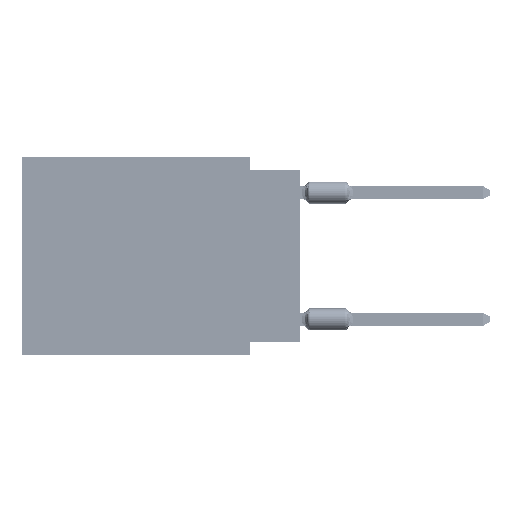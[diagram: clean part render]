
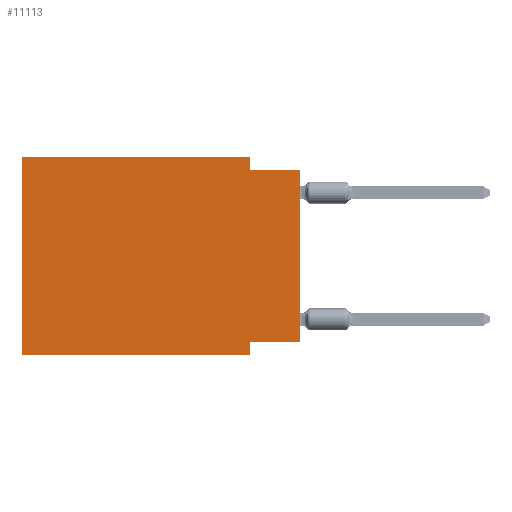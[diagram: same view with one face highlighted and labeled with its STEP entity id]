
A CAD part, left-side view. The second image highlights one B-rep face of the part: STEP entity #11113.
In plain terms, the highlighted planar face has unit normal (-1, 0, 0).
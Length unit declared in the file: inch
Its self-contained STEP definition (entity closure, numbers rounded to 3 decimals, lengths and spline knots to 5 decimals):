
#796 = DIRECTION ( 'NONE',  ( 0., 0., -1. ) ) ;
#1208 = LINE ( 'NONE', #36778, #43875 ) ;
#1574 = EDGE_CURVE ( 'NONE', #52041, #51778, #79174, .T. ) ;
#3669 = ORIENTED_EDGE ( 'NONE', *, *, #17947, .F. ) ;
#7093 = ORIENTED_EDGE ( 'NONE', *, *, #80486, .T. ) ;
#7581 = DIRECTION ( 'NONE',  ( 0., -1., 0. ) ) ;
#7652 = FACE_OUTER_BOUND ( 'NONE', #88841, .T. ) ;
#8288 = CARTESIAN_POINT ( 'NONE',  ( 0., 0.1, -0.365 ) ) ;
#10235 = VERTEX_POINT ( 'NONE', #8288 ) ;
#10683 = VERTEX_POINT ( 'NONE', #43293 ) ;
#11113 = ADVANCED_FACE ( 'NONE', ( #7652 ), #84172, .F. ) ;
#15783 = DIRECTION ( 'NONE',  ( 0., 0., -1. ) ) ;
#16204 = CARTESIAN_POINT ( 'NONE',  ( 0., 0., -0.025 ) ) ;
#16703 = EDGE_CURVE ( 'NONE', #28454, #10235, #89585, .T. ) ;
#17947 = EDGE_CURVE ( 'NONE', #51778, #66183, #62720, .T. ) ;
#18814 = VECTOR ( 'NONE', #34465, 39.37008 ) ;
#20306 = VECTOR ( 'NONE', #38596, 39.37008 ) ;
#21419 = EDGE_CURVE ( 'NONE', #10235, #10683, #1208, .T. ) ;
#23020 = ORIENTED_EDGE ( 'NONE', *, *, #1574, .F. ) ;
#25710 = EDGE_CURVE ( 'NONE', #28454, #58794, #53814, .T. ) ;
#26688 = CARTESIAN_POINT ( 'NONE',  ( 0., 0.55, -0.39 ) ) ;
#28454 = VERTEX_POINT ( 'NONE', #65583 ) ;
#29920 = CARTESIAN_POINT ( 'NONE',  ( 0., 0.55, -0.39 ) ) ;
#30594 = VECTOR ( 'NONE', #7581, 39.37008 ) ;
#30595 = CARTESIAN_POINT ( 'NONE',  ( 0., 0.55, 0. ) ) ;
#33134 = CARTESIAN_POINT ( 'NONE',  ( 0., 0., -0.365 ) ) ;
#33915 = EDGE_CURVE ( 'NONE', #67729, #58794, #54173, .T. ) ;
#34045 = CARTESIAN_POINT ( 'NONE',  ( 0., 0.55, 0. ) ) ;
#34414 = DIRECTION ( 'NONE',  ( 0., -1., 0. ) ) ;
#34465 = DIRECTION ( 'NONE',  ( 0., 1., 0. ) ) ;
#36374 = CARTESIAN_POINT ( 'NONE',  ( 0., 0.55, 0. ) ) ;
#36778 = CARTESIAN_POINT ( 'NONE',  ( 0., 0.1, -0.39 ) ) ;
#38596 = DIRECTION ( 'NONE',  ( 0., 0., -1. ) ) ;
#41076 = ORIENTED_EDGE ( 'NONE', *, *, #61173, .F. ) ;
#43293 = CARTESIAN_POINT ( 'NONE',  ( 0., 0.1, -0.39 ) ) ;
#43875 = VECTOR ( 'NONE', #15783, 39.37008 ) ;
#44117 = DIRECTION ( 'NONE',  ( 0., 0., 1. ) ) ;
#44903 = CARTESIAN_POINT ( 'NONE',  ( 0., 0.1, 0. ) ) ;
#45184 = ORIENTED_EDGE ( 'NONE', *, *, #16703, .F. ) ;
#49785 = AXIS2_PLACEMENT_3D ( 'NONE', #64578, #69603, #796 ) ;
#51778 = VERTEX_POINT ( 'NONE', #30595 ) ;
#51943 = ORIENTED_EDGE ( 'NONE', *, *, #25710, .T. ) ;
#52041 = VERTEX_POINT ( 'NONE', #29920 ) ;
#52742 = LINE ( 'NONE', #66823, #20306 ) ;
#53814 = LINE ( 'NONE', #67012, #84873 ) ;
#54173 = LINE ( 'NONE', #73295, #71920 ) ;
#56644 = ORIENTED_EDGE ( 'NONE', *, *, #33915, .F. ) ;
#58794 = VERTEX_POINT ( 'NONE', #16204 ) ;
#61173 = EDGE_CURVE ( 'NONE', #66183, #67729, #52742, .T. ) ;
#62720 = LINE ( 'NONE', #34045, #30594 ) ;
#64578 = CARTESIAN_POINT ( 'NONE',  ( 0., 0.55, 0. ) ) ;
#65583 = CARTESIAN_POINT ( 'NONE',  ( 0., 0., -0.365 ) ) ;
#66183 = VERTEX_POINT ( 'NONE', #44903 ) ;
#66823 = CARTESIAN_POINT ( 'NONE',  ( 0., 0.1, 0. ) ) ;
#66903 = DIRECTION ( 'NONE',  ( 0., -1., 0. ) ) ;
#67012 = CARTESIAN_POINT ( 'NONE',  ( 0., 0., 0. ) ) ;
#67729 = VERTEX_POINT ( 'NONE', #85360 ) ;
#68147 = LINE ( 'NONE', #26688, #69984 ) ;
#68700 = ORIENTED_EDGE ( 'NONE', *, *, #21419, .F. ) ;
#69603 = DIRECTION ( 'NONE',  ( 1., 0., 0. ) ) ;
#69984 = VECTOR ( 'NONE', #34414, 39.37008 ) ;
#71920 = VECTOR ( 'NONE', #66903, 39.37008 ) ;
#73295 = CARTESIAN_POINT ( 'NONE',  ( 0., 0., -0.025 ) ) ;
#79174 = LINE ( 'NONE', #36374, #80139 ) ;
#80139 = VECTOR ( 'NONE', #44117, 39.37008 ) ;
#80486 = EDGE_CURVE ( 'NONE', #52041, #10683, #68147, .T. ) ;
#84172 = PLANE ( 'NONE',  #49785 ) ;
#84873 = VECTOR ( 'NONE', #87048, 39.37008 ) ;
#85360 = CARTESIAN_POINT ( 'NONE',  ( 0., 0.1, -0.025 ) ) ;
#87048 = DIRECTION ( 'NONE',  ( 0., 0., 1. ) ) ;
#88841 = EDGE_LOOP ( 'NONE', ( #51943, #56644, #41076, #3669, #23020, #7093, #68700, #45184 ) ) ;
#89585 = LINE ( 'NONE', #33134, #18814 ) ;
